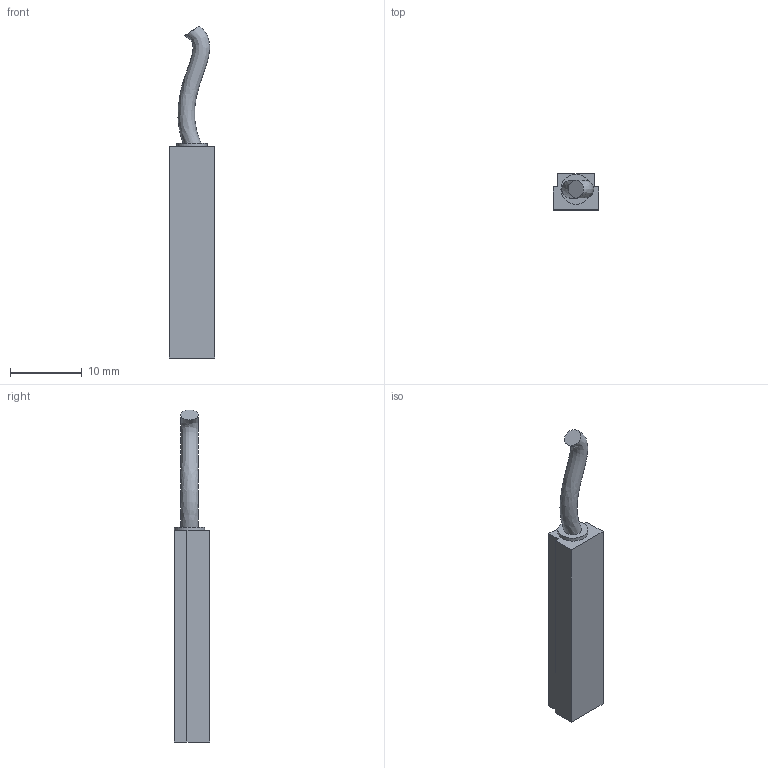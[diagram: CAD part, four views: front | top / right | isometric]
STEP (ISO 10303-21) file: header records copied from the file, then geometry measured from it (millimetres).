
FILE_DESCRIPTION(/* description */ ('SENSORE AD AMPOLLA Reed+LED+CAVO 2,5mt '),/* implementation_level */ '2;1');
FILE_NAME(/* name */ '1580_#.stp',/* time_stamp */ '2017-11-06T10:58:22+01:00',/* author */ ('Maniean1'),/* organization */ ('Pneumax S.p.A.'),/* preprocessor_version */ 'ST-DEVELOPER v16.5',/* originating_system */ 'Autodesk Inventor 2017',/* authorisation */ '');
FILE_SCHEMA (('AUTOMOTIVE_DESIGN { 1 0 10303 214 3 1 1 }'));
Length unit declared in the file: millimetre
Products named in the file (1): 1580.U
Bounding box: 6.3 x 5 x 46.41 mm (x, y, z)
Volume: 944.9 mm3; surface area: 864.7 mm2
Topology: 1 solids, 1 shells, 20 faces, 44 edges, 29 vertices
Faces by surface type: plane 17, cylinder 2, bspline 1
Full cylindrical faces by diameter (mm): 2.5 x1, 4.2 x1
Entity records: 659 total; most frequent: CARTESIAN_POINT 178, DIRECTION 90, ORIENTED_EDGE 84, EDGE_CURVE 42, LINE 32, VECTOR 32, VERTEX_POINT 29, AXIS2_PLACEMENT_3D 29
